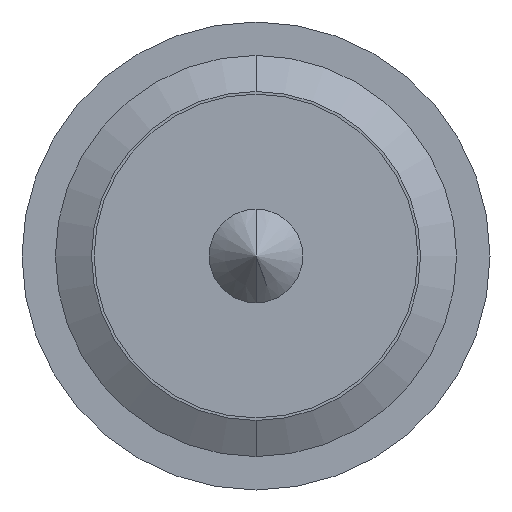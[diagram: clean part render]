
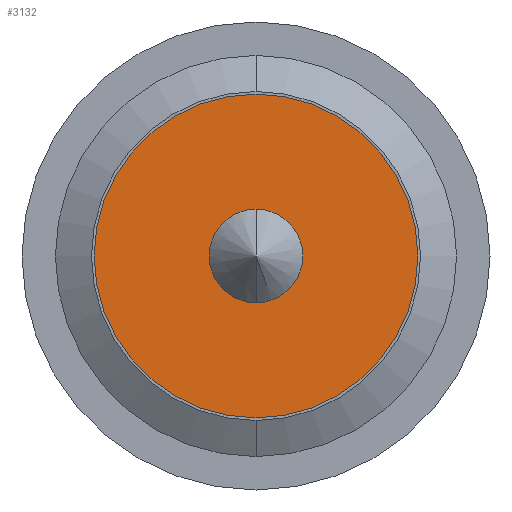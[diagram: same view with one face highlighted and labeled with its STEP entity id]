
A CAD part, front view. The second image highlights one B-rep face of the part: STEP entity #3132.
In plain terms, the highlighted planar face has unit normal (0, -1, 0).
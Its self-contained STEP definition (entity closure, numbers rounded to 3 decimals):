
#38 = PLANE ( 'NONE',  #1848 ) ;
#295 = ORIENTED_EDGE ( 'NONE', *, *, #3999, .F. ) ;
#533 = AXIS2_PLACEMENT_3D ( 'NONE', #4206, #625, #3125 ) ;
#625 = DIRECTION ( 'NONE',  ( 0., 1., 0. ) ) ;
#635 = DIRECTION ( 'NONE',  ( 0., 0., 1. ) ) ;
#760 = EDGE_CURVE ( 'Defeature ausgef�hrt2_29+Defeature ausgef�hrt2_31+Defeature ausgef�hrt2_31+Defeature ausgef�hrt2_31', #1883, #2494, #1966, .T. ) ;
#777 = DIRECTION ( 'NONE',  ( 0., 0., 1. ) ) ;
#943 = AXIS2_PLACEMENT_3D ( 'NONE', #2074, #1078, #777 ) ;
#1006 = FACE_OUTER_BOUND ( 'NONE', #2032, .T. ) ;
#1075 = CARTESIAN_POINT ( 'NONE',  ( 0., -0.25, -0.35 ) ) ;
#1078 = DIRECTION ( 'NONE',  ( 0., 1., 0. ) ) ;
#1104 = FACE_BOUND ( 'NONE', #2009, .T. ) ;
#1326 = CARTESIAN_POINT ( 'NONE',  ( 0., -0.25, 0. ) ) ;
#1686 = VERTEX_POINT ( 'NONE', #3075 ) ;
#1689 = DIRECTION ( 'NONE',  ( 0., 0., 1. ) ) ;
#1771 = CIRCLE ( 'NONE', #533, 1.21 ) ;
#1848 = AXIS2_PLACEMENT_3D ( 'NONE', #3617, #2631, #635 ) ;
#1883 = VERTEX_POINT ( 'NONE', #4194 ) ;
#1966 = CIRCLE ( 'NONE', #2548, 0.35 ) ;
#1983 = CIRCLE ( 'NONE', #943, 0.35 ) ;
#2009 = EDGE_LOOP ( 'NONE', ( #3096, #4093 ) ) ;
#2023 = ORIENTED_EDGE ( 'NONE', *, *, #3054, .F. ) ;
#2032 = EDGE_LOOP ( 'NONE', ( #2023, #295 ) ) ;
#2074 = CARTESIAN_POINT ( 'NONE',  ( 0., -0.25, 0. ) ) ;
#2108 = EDGE_CURVE ( 'Defeature ausgef�hrt2_29+Defeature ausgef�hrt2_31+Defeature ausgef�hrt2_31+Defeature ausgef�hrt2_31', #2494, #1883, #1983, .T. ) ;
#2314 = DIRECTION ( 'NONE',  ( 0., 1., 0. ) ) ;
#2494 = VERTEX_POINT ( 'NONE', #1075 ) ;
#2515 = DIRECTION ( 'NONE',  ( 0., 1., 0. ) ) ;
#2548 = AXIS2_PLACEMENT_3D ( 'NONE', #4197, #2515, #2554 ) ;
#2554 = DIRECTION ( 'NONE',  ( 0., 0., 1. ) ) ;
#2631 = DIRECTION ( 'NONE',  ( 0., 1., 0. ) ) ;
#2884 = CIRCLE ( 'NONE', #3737, 1.21 ) ;
#2934 = VERTEX_POINT ( 'NONE', #3026 ) ;
#3026 = CARTESIAN_POINT ( 'NONE',  ( 0., -0.25, -1.21 ) ) ;
#3054 = EDGE_CURVE ( 'Defeature ausgef�hrt2_28+Defeature ausgef�hrt2_29+Defeature ausgef�hrt2_29+Defeature ausgef�hrt2_29', #1686, #2934, #1771, .T. ) ;
#3075 = CARTESIAN_POINT ( 'NONE',  ( 0., -0.25, 1.21 ) ) ;
#3096 = ORIENTED_EDGE ( 'NONE', *, *, #2108, .T. ) ;
#3125 = DIRECTION ( 'NONE',  ( 0., 0., 1. ) ) ;
#3132 = ADVANCED_FACE ( 'Defeature ausgef�hrt2_29', ( #1104, #1006 ), #38, .F. ) ;
#3617 = CARTESIAN_POINT ( 'NONE',  ( 0.355, -0.25, 0. ) ) ;
#3737 = AXIS2_PLACEMENT_3D ( 'NONE', #1326, #2314, #1689 ) ;
#3999 = EDGE_CURVE ( 'Defeature ausgef�hrt2_28+Defeature ausgef�hrt2_29+Defeature ausgef�hrt2_29+Defeature ausgef�hrt2_29', #2934, #1686, #2884, .T. ) ;
#4093 = ORIENTED_EDGE ( 'NONE', *, *, #760, .T. ) ;
#4194 = CARTESIAN_POINT ( 'NONE',  ( 0., -0.25, 0.35 ) ) ;
#4197 = CARTESIAN_POINT ( 'NONE',  ( 0., -0.25, 0. ) ) ;
#4206 = CARTESIAN_POINT ( 'NONE',  ( 0., -0.25, 0. ) ) ;
